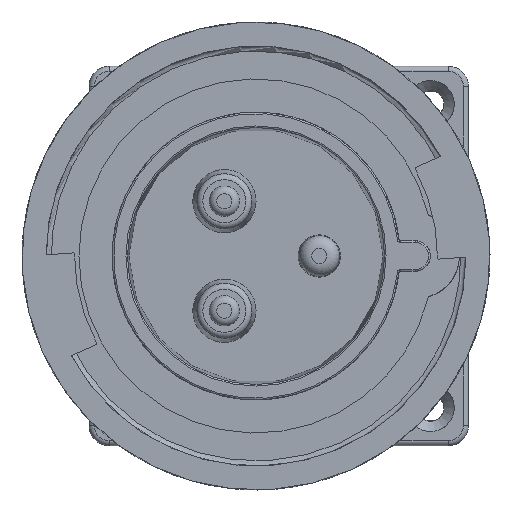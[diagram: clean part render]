
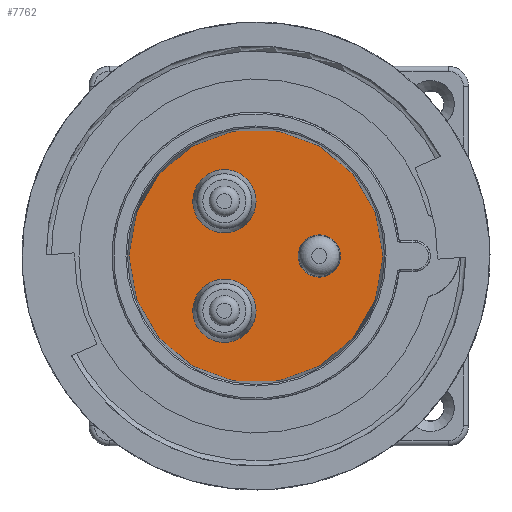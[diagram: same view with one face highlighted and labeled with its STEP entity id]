
A CAD part, front view. The second image highlights one B-rep face of the part: STEP entity #7762.
In plain terms, the highlighted planar face has unit normal (0, -1, 0).
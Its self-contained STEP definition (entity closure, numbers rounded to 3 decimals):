
#870 = EDGE_LOOP ( 'NONE', ( #21379 ) ) ;
#893 = EDGE_LOOP ( 'NONE', ( #11211 ) ) ;
#1139 = EDGE_LOOP ( 'NONE', ( #2364 ) ) ;
#1185 = EDGE_LOOP ( 'NONE', ( #18787 ) ) ;
#2364 = ORIENTED_EDGE ( 'NONE', *, *, #21209, .F. ) ;
#2523 = CIRCLE ( 'NONE', #14047, 6.25 ) ;
#3518 = CIRCLE ( 'NONE', #19198, 4.181 ) ;
#4185 = EDGE_CURVE ( 'NONE', #21424, #21424, #3518, .T. ) ;
#4593 = EDGE_CURVE ( 'NONE', #21369, #21369, #2523, .T. ) ;
#4641 = CARTESIAN_POINT ( 'NONE',  ( 0., -3., 0. ) ) ;
#4718 = AXIS2_PLACEMENT_3D ( 'NONE', #4641, #18436, #6638 ) ;
#5327 = CARTESIAN_POINT ( 'NONE',  ( -6.25, -3., 10.825 ) ) ;
#6297 = PLANE ( 'NONE',  #4718 ) ;
#6638 = DIRECTION ( 'NONE',  ( -1., 0., 0. ) ) ;
#7308 = DIRECTION ( 'NONE',  ( -1., 0., 0. ) ) ;
#7737 = CARTESIAN_POINT ( 'NONE',  ( 12.5, -3., 0. ) ) ;
#7762 = ADVANCED_FACE ( 'NONE', ( #15273, #15222, #15196, #15797 ), #6297, .F. ) ;
#7943 = DIRECTION ( 'NONE',  ( 0., 1., 0. ) ) ;
#8605 = CIRCLE ( 'NONE', #10204, 6.25 ) ;
#9698 = DIRECTION ( 'NONE',  ( 1., 0., 0. ) ) ;
#10204 = AXIS2_PLACEMENT_3D ( 'NONE', #5327, #19102, #7308 ) ;
#10864 = CARTESIAN_POINT ( 'NONE',  ( -6.25, -3., -10.825 ) ) ;
#11211 = ORIENTED_EDGE ( 'NONE', *, *, #4185, .F. ) ;
#12046 = CARTESIAN_POINT ( 'NONE',  ( 16.681, -3., 0. ) ) ;
#12842 = DIRECTION ( 'NONE',  ( -1., 0., 0. ) ) ;
#13856 = EDGE_CURVE ( 'NONE', #18573, #18573, #8605, .T. ) ;
#14004 = CARTESIAN_POINT ( 'NONE',  ( -12.5, -3., -10.825 ) ) ;
#14047 = AXIS2_PLACEMENT_3D ( 'NONE', #10864, #24765, #12842 ) ;
#15196 = FACE_BOUND ( 'NONE', #870, .T. ) ;
#15222 = FACE_BOUND ( 'NONE', #1185, .T. ) ;
#15273 = FACE_OUTER_BOUND ( 'NONE', #1139, .T. ) ;
#15797 = FACE_BOUND ( 'NONE', #893, .T. ) ;
#16067 = VERTEX_POINT ( 'NONE', #18348 ) ;
#16582 = AXIS2_PLACEMENT_3D ( 'NONE', #19732, #7943, #21755 ) ;
#18176 = CARTESIAN_POINT ( 'NONE',  ( -12.5, -3., 10.825 ) ) ;
#18348 = CARTESIAN_POINT ( 'NONE',  ( -25.05, -3., 0. ) ) ;
#18436 = DIRECTION ( 'NONE',  ( 0., 1., 0. ) ) ;
#18573 = VERTEX_POINT ( 'NONE', #18176 ) ;
#18787 = ORIENTED_EDGE ( 'NONE', *, *, #13856, .F. ) ;
#19102 = DIRECTION ( 'NONE',  ( 0., -1., 0. ) ) ;
#19198 = AXIS2_PLACEMENT_3D ( 'NONE', #7737, #21547, #9698 ) ;
#19732 = CARTESIAN_POINT ( 'NONE',  ( 0., -3., 0. ) ) ;
#21209 = EDGE_CURVE ( 'NONE', #16067, #16067, #22588, .T. ) ;
#21369 = VERTEX_POINT ( 'NONE', #14004 ) ;
#21379 = ORIENTED_EDGE ( 'NONE', *, *, #4593, .F. ) ;
#21424 = VERTEX_POINT ( 'NONE', #12046 ) ;
#21547 = DIRECTION ( 'NONE',  ( 0., -1., 0. ) ) ;
#21755 = DIRECTION ( 'NONE',  ( -1., 0., 0. ) ) ;
#22588 = CIRCLE ( 'NONE', #16582, 25.05 ) ;
#24765 = DIRECTION ( 'NONE',  ( 0., -1., 0. ) ) ;
